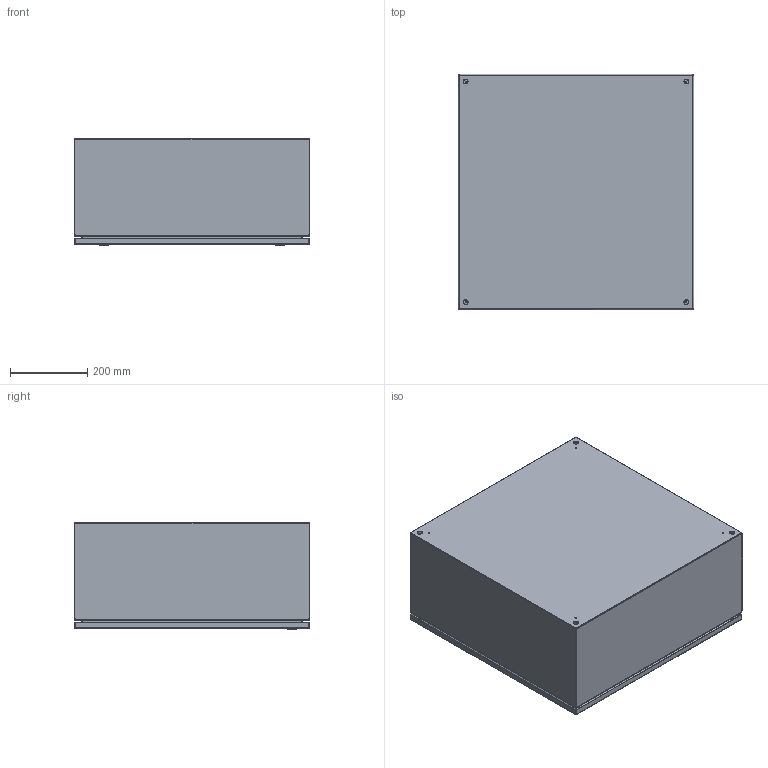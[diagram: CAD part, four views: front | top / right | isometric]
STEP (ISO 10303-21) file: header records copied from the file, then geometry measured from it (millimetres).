
FILE_DESCRIPTION (( 'STEP AP214' ), '1' );
FILE_NAME ('EN4SD242410S16.STEP', '2019-11-13T14:38:59', ( '' ), ( '' ), 'SwSTEP 2.0', 'SolidWorks 2019', '' );
FILE_SCHEMA (( 'AUTOMOTIVE_DESIGN' ));
Length unit declared in the file: inch
Products named in the file (1): EN4SD242410S16
Bounding box: 609.6 x 609.6 x 279.45 mm (x, y, z)
Volume: 2912622.1 mm3; surface area: 3213672.7 mm2
Topology: 29 solids, 30 shells, 789 faces, 1864 edges, 1160 vertices
Faces by surface type: plane 387, cylinder 262, bspline 88, cone 24, torus 24, sphere 4
Entity records: 35670 total; most frequent: CARTESIAN_POINT 7570, DIRECTION 3740, ORIENTED_EDGE 3696, EDGE_CURVE 1848, AXIS2_PLACEMENT_3D 1330, VERTEX_POINT 1160, LINE 1080, VECTOR 1080
